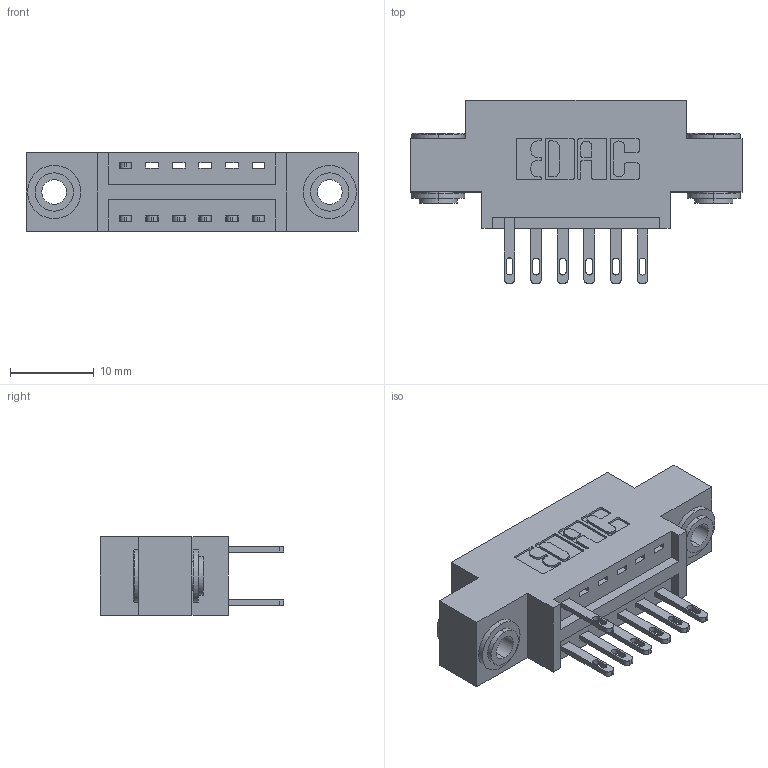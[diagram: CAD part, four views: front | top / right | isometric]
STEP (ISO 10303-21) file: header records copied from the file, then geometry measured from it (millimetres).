
FILE_DESCRIPTION (( 'STEP AP203' ), '1' );
FILE_NAME ('346-012-500-803.STEP', '2018-08-19T21:40:51', ( '' ), ( '' ), 'SwSTEP 2.0', 'SolidWorks 2016', '' );
FILE_SCHEMA (( 'CONFIG_CONTROL_DESIGN' ));
Length unit declared in the file: inch
Products named in the file (4): 345-250-002_345-250-002-102; 346-012-500-803; 346 Part_0.170 Offset - 0.156 Dia-TH; 345-292-001_345-293-100
Assembly tree (10 placements, depth 2):
  346-012-500-803
    346 Part_0.170 Offset - 0.156 Dia-TH
    345-292-001_345-293-100  x7
    345-250-002_345-250-002-102  x2
Bounding box: 39.62 x 21.84 x 9.4 mm (x, y, z)
Volume: 3425.4 mm3; surface area: 4350.2 mm2
Topology: 10 solids, 10 shells, 530 faces, 1551 edges, 1030 vertices
Faces by surface type: plane 318, cylinder 204, cone 8
Entity records: 9314 total; most frequent: CARTESIAN_POINT 1582, ORIENTED_EDGE 1514, DIRECTION 1473, EDGE_CURVE 757, LINE 573, VECTOR 573, VERTEX_POINT 502, AXIS2_PLACEMENT_3D 450
